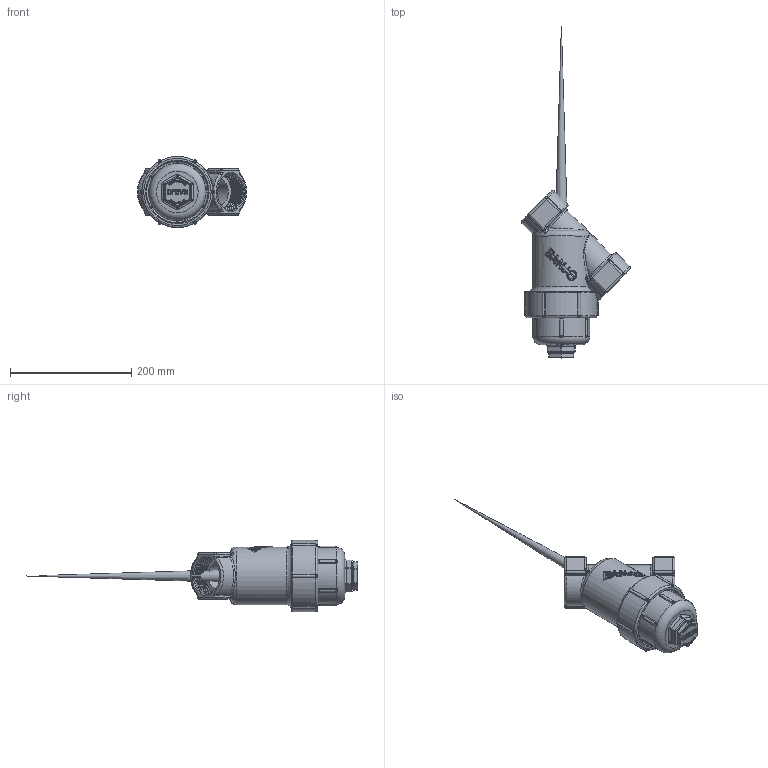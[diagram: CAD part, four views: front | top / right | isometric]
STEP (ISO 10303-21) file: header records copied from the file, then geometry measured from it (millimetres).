
FILE_DESCRIPTION(/* description */ ('2" Y STRAINER WITH 6 MESH SCREEN'),/* implementation_level */ '2;1');
FILE_NAME(/* name */ 'LS200-06.stp',/* time_stamp */ '2020-09-10T09:35:23-04:00',/* author */ ('MJC'),/* organization */ (''),/* preprocessor_version */ 'ST-DEVELOPER v17.2',/* originating_system */ 'Autodesk Inventor 2019',/* authorisation */ '');
FILE_SCHEMA (('AUTOMOTIVE_DESIGN { 1 0 10303 214 3 1 1 }'));
Length unit declared in the file: inch
Products named in the file (8): LS200-06; LS200-B; LS150-C; LS150XC; LSQ200-PL; LSQ200-R; LS150-G; LS206
Assembly tree (7 placements, depth 3):
  LS200-06
    LS200-B
    LS150-C
      LS150XC
      LSQ200-PL
      LSQ200-R
    LS150-G
    LS206
Bounding box: 180.18 x 548.39 x 117.47 mm (x, y, z)
Volume: 918248.9 mm3; surface area: 424038.5 mm2
Topology: 6 solids, 6 shells, 1732 faces, 4520 edges, 2878 vertices
Faces by surface type: plane 838, bspline 409, cylinder 279, torus 87, cone 65, sphere 54
Full cylindrical faces by diameter (mm): 19.05 x1, 33.401 x1, 43.18 x2, 55.626 x1, 60.452 x1, 66.04 x1, 67.716 x2, 76.2 x1, 79.502 x1, 82.728 x1, 85.852 x1, 86.233 x1, 91.567 x1, 94.038 x3, 94.717 x3, 101.6 x6
Entity records: 71529 total; most frequent: CARTESIAN_POINT 31204, ORIENTED_EDGE 8960, DIRECTION 7242, EDGE_CURVE 4480, VERTEX_POINT 2876, AXIS2_PLACEMENT_3D 2451, LINE 2340, VECTOR 2340
